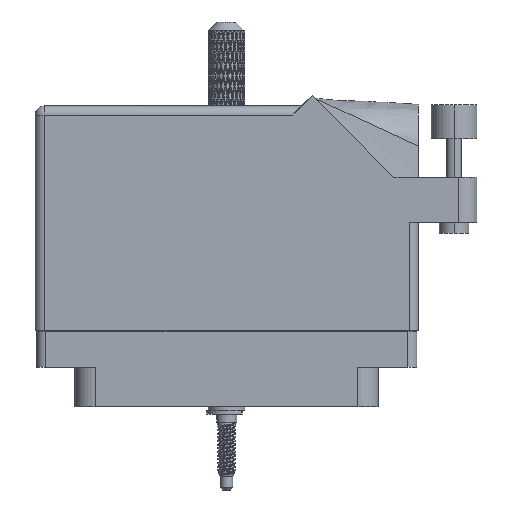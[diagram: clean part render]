
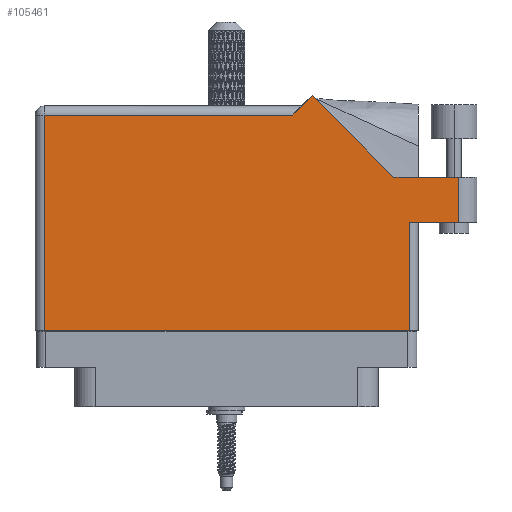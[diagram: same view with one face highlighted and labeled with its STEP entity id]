
A CAD part, front view. The second image highlights one B-rep face of the part: STEP entity #105461.
In plain terms, the highlighted face is planar.
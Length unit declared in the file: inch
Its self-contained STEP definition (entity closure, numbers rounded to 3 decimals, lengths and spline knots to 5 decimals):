
#3269 = DIRECTION ( 'NONE',  ( -1., 0., 0. ) ) ;
#5069 = VERTEX_POINT ( 'NONE', #34199 ) ;
#6902 = CARTESIAN_POINT ( 'NONE',  ( 1.581, 0.637, 0.455 ) ) ;
#7600 = VECTOR ( 'NONE', #100057, 39.37008 ) ;
#7730 = CARTESIAN_POINT ( 'NONE',  ( 1.244, 0.637, 0.455 ) ) ;
#7968 = LINE ( 'NONE', #54833, #83304 ) ;
#8050 = LINE ( 'NONE', #40195, #96138 ) ;
#8430 = CARTESIAN_POINT ( 'NONE',  ( 0.451, 1.368, 0.455 ) ) ;
#23581 = DIRECTION ( 'NONE',  ( -0.707, 0.707, 0. ) ) ;
#24472 = CARTESIAN_POINT ( 'NONE',  ( 1.581, 0.944, 0.455 ) ) ;
#27155 = ORIENTED_EDGE ( 'NONE', *, *, #90537, .T. ) ;
#33610 = PLANE ( 'NONE',  #66905 ) ;
#34199 = CARTESIAN_POINT ( 'NONE',  ( 1.14042, 0.944, 0.455 ) ) ;
#37163 = DIRECTION ( 'NONE',  ( 0., 0., -1. ) ) ;
#38136 = CARTESIAN_POINT ( 'NONE',  ( -1.244, 1.368, 0.455 ) ) ;
#39158 = VERTEX_POINT ( 'NONE', #108723 ) ;
#39989 = CARTESIAN_POINT ( 'NONE',  ( 1.14042, 0.944, 0.455 ) ) ;
#40195 = CARTESIAN_POINT ( 'NONE',  ( 1.706, 0.944, 0.455 ) ) ;
#40237 = ORIENTED_EDGE ( 'NONE', *, *, #90925, .T. ) ;
#41211 = VECTOR ( 'NONE', #23581, 39.37008 ) ;
#42533 = EDGE_CURVE ( 'NONE', #39158, #44691, #82223, .T. ) ;
#44691 = VERTEX_POINT ( 'NONE', #8430 ) ;
#45497 = LINE ( 'NONE', #24472, #112264 ) ;
#46793 = FACE_OUTER_BOUND ( 'NONE', #92392, .T. ) ;
#46897 = DIRECTION ( 'NONE',  ( 1., 0., 0. ) ) ;
#51422 = ORIENTED_EDGE ( 'NONE', *, *, #68621, .T. ) ;
#51938 = CARTESIAN_POINT ( 'NONE',  ( -1.244, -0.1, 0.455 ) ) ;
#54833 = CARTESIAN_POINT ( 'NONE',  ( -1.306, 1.368, 0.455 ) ) ;
#56806 = LINE ( 'NONE', #92495, #85163 ) ;
#57703 = EDGE_CURVE ( 'NONE', #44691, #84468, #7968, .T. ) ;
#60658 = DIRECTION ( 'NONE',  ( 0., -1., 0. ) ) ;
#61611 = LINE ( 'NONE', #91632, #7600 ) ;
#62918 = ORIENTED_EDGE ( 'NONE', *, *, #65176, .T. ) ;
#64311 = DIRECTION ( 'NONE',  ( -1., 0., 0. ) ) ;
#65176 = EDGE_CURVE ( 'NONE', #107982, #5069, #8050, .T. ) ;
#65252 = LINE ( 'NONE', #39989, #41211 ) ;
#66905 = AXIS2_PLACEMENT_3D ( 'NONE', #89921, #37163, #99545 ) ;
#66924 = DIRECTION ( 'NONE',  ( -0.707, -0.707, 0. ) ) ;
#68124 = EDGE_CURVE ( 'NONE', #100318, #88148, #61611, .T. ) ;
#68542 = ORIENTED_EDGE ( 'NONE', *, *, #57703, .T. ) ;
#68621 = EDGE_CURVE ( 'NONE', #88148, #84874, #97080, .T. ) ;
#72899 = VECTOR ( 'NONE', #115783, 39.37008 ) ;
#73378 = EDGE_CURVE ( 'NONE', #84874, #101159, #56806, .T. ) ;
#76529 = VECTOR ( 'NONE', #66924, 39.37008 ) ;
#77628 = CARTESIAN_POINT ( 'NONE',  ( 0.513, 1.43, 0.455 ) ) ;
#80179 = ORIENTED_EDGE ( 'NONE', *, *, #100553, .T. ) ;
#82223 = LINE ( 'NONE', #77628, #76529 ) ;
#83304 = VECTOR ( 'NONE', #64311, 39.37008 ) ;
#84468 = VERTEX_POINT ( 'NONE', #38136 ) ;
#84874 = VERTEX_POINT ( 'NONE', #101547 ) ;
#85163 = VECTOR ( 'NONE', #46897, 39.37008 ) ;
#85285 = ORIENTED_EDGE ( 'NONE', *, *, #73378, .T. ) ;
#86372 = LINE ( 'NONE', #51938, #93464 ) ;
#86941 = CARTESIAN_POINT ( 'NONE',  ( 1.244, -0.1, 0.455 ) ) ;
#88014 = CARTESIAN_POINT ( 'NONE',  ( 1.581, 0.944, 0.455 ) ) ;
#88148 = VERTEX_POINT ( 'NONE', #86941 ) ;
#89921 = CARTESIAN_POINT ( 'NONE',  ( -1.306, 1.43, 0.455 ) ) ;
#90537 = EDGE_CURVE ( 'NONE', #101159, #107982, #45497, .T. ) ;
#90925 = EDGE_CURVE ( 'NONE', #5069, #39158, #65252, .T. ) ;
#91316 = CARTESIAN_POINT ( 'NONE',  ( -1.244, -0.1, 0.455 ) ) ;
#91632 = CARTESIAN_POINT ( 'NONE',  ( -1.306, -0.1, 0.455 ) ) ;
#92392 = EDGE_LOOP ( 'NONE', ( #85285, #27155, #62918, #40237, #103275, #68542, #80179, #107134, #51422 ) ) ;
#92495 = CARTESIAN_POINT ( 'NONE',  ( 1.306, 0.637, 0.455 ) ) ;
#93464 = VECTOR ( 'NONE', #60658, 39.37008 ) ;
#96138 = VECTOR ( 'NONE', #3269, 39.37008 ) ;
#97080 = LINE ( 'NONE', #7730, #72899 ) ;
#99545 = DIRECTION ( 'NONE',  ( -1., 0., 0. ) ) ;
#100057 = DIRECTION ( 'NONE',  ( 1., 0., 0. ) ) ;
#100318 = VERTEX_POINT ( 'NONE', #91316 ) ;
#100553 = EDGE_CURVE ( 'NONE', #84468, #100318, #86372, .T. ) ;
#101159 = VERTEX_POINT ( 'NONE', #6902 ) ;
#101547 = CARTESIAN_POINT ( 'NONE',  ( 1.244, 0.637, 0.455 ) ) ;
#103275 = ORIENTED_EDGE ( 'NONE', *, *, #42533, .T. ) ;
#105461 = ADVANCED_FACE ( 'NONE', ( #46793 ), #33610, .F. ) ;
#107134 = ORIENTED_EDGE ( 'NONE', *, *, #68124, .T. ) ;
#107982 = VERTEX_POINT ( 'NONE', #88014 ) ;
#108723 = CARTESIAN_POINT ( 'NONE',  ( 0.58371, 1.50071, 0.455 ) ) ;
#112264 = VECTOR ( 'NONE', #113894, 39.37008 ) ;
#113894 = DIRECTION ( 'NONE',  ( 0., 1., 0. ) ) ;
#115783 = DIRECTION ( 'NONE',  ( 0., 1., 0. ) ) ;
